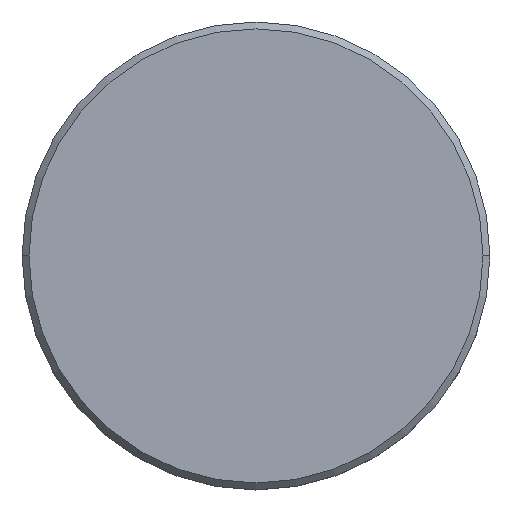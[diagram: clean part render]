
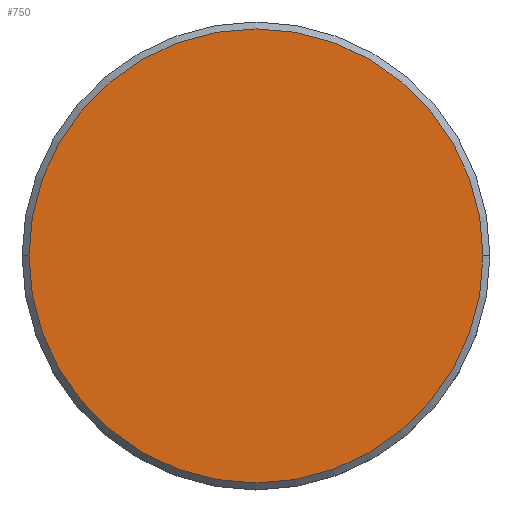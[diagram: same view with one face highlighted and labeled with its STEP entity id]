
A CAD part, top view. The second image highlights one B-rep face of the part: STEP entity #750.
In plain terms, the highlighted planar face has unit normal (0, 0, 1).
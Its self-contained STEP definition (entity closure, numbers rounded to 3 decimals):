
#75 = CARTESIAN_POINT ( 'NONE',  ( 0., 0., 0. ) ) ;
#78 = ORIENTED_EDGE ( 'NONE', *, *, #521, .T. ) ;
#210 = CARTESIAN_POINT ( 'NONE',  ( -16.5, 0., 0. ) ) ;
#277 = ORIENTED_EDGE ( 'NONE', *, *, #1083, .T. ) ;
#355 = AXIS2_PLACEMENT_3D ( 'NONE', #75, #1080, #886 ) ;
#356 = CIRCLE ( 'NONE', #355, 16.5 ) ;
#459 = PLANE ( 'NONE',  #658 ) ;
#467 = DIRECTION ( 'NONE',  ( 0., 0., 1. ) ) ;
#489 = CARTESIAN_POINT ( 'NONE',  ( 0., 0., 0. ) ) ;
#521 = EDGE_CURVE ( 'NONE', #908, #965, #570, .T. ) ;
#570 = CIRCLE ( 'NONE', #1173, 16.5 ) ;
#576 = DIRECTION ( 'NONE',  ( 0., 0., 1. ) ) ;
#658 = AXIS2_PLACEMENT_3D ( 'NONE', #1164, #467, #1004 ) ;
#664 = EDGE_LOOP ( 'NONE', ( #78, #277 ) ) ;
#721 = FACE_OUTER_BOUND ( 'NONE', #664, .T. ) ;
#750 = ADVANCED_FACE ( 'NONE', ( #721 ), #459, .T. ) ;
#848 = DIRECTION ( 'NONE',  ( 1., 0., 0. ) ) ;
#886 = DIRECTION ( 'NONE',  ( 1., 0., 0. ) ) ;
#908 = VERTEX_POINT ( 'NONE', #210 ) ;
#965 = VERTEX_POINT ( 'NONE', #1001 ) ;
#1001 = CARTESIAN_POINT ( 'NONE',  ( 16.5, 0., 0. ) ) ;
#1004 = DIRECTION ( 'NONE',  ( 1., 0., 0. ) ) ;
#1080 = DIRECTION ( 'NONE',  ( 0., 0., 1. ) ) ;
#1083 = EDGE_CURVE ( 'NONE', #965, #908, #356, .T. ) ;
#1164 = CARTESIAN_POINT ( 'NONE',  ( 0., 0., 0. ) ) ;
#1173 = AXIS2_PLACEMENT_3D ( 'NONE', #489, #576, #848 ) ;
